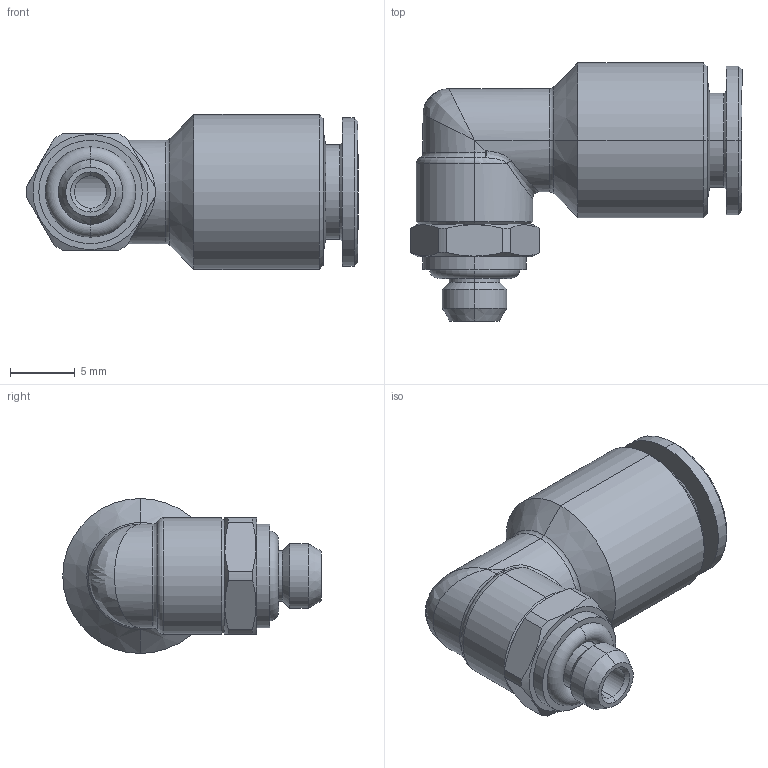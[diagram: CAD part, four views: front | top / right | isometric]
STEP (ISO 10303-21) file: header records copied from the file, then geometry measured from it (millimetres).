
FILE_DESCRIPTION (( 'STEP AP203' ), '1' );
FILE_NAME ('A0060030.STEP', '2009-01-16T12:42:37', ( 'UT1' ), ( 'sopra-pneumatic' ), 'SwSTEP 2.0', 'SolidWorks 2008', '' );
FILE_SCHEMA (( 'CONFIG_CONTROL_DESIGN' ));
Length unit declared in the file: millimetre
Products named in the file (1): A0060030
Bounding box: 25.7 x 20 x 12 mm (x, y, z)
Volume: 1846.4 mm3; surface area: 1792.2 mm2
Topology: 1 solids, 1 shells, 88 faces, 199 edges, 117 vertices
Faces by surface type: cylinder 31, cone 26, plane 15, torus 10, bspline 6
Entity records: 2879 total; most frequent: CARTESIAN_POINT 878, DIRECTION 424, ORIENTED_EDGE 390, EDGE_CURVE 195, AXIS2_PLACEMENT_3D 181, VERTEX_POINT 115, CIRCLE 98, EDGE_LOOP 96
